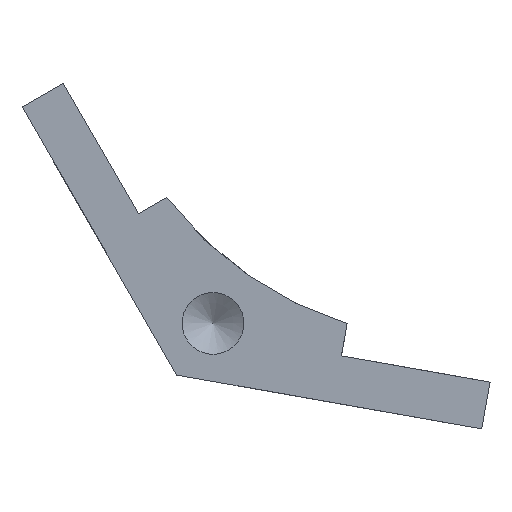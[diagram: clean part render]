
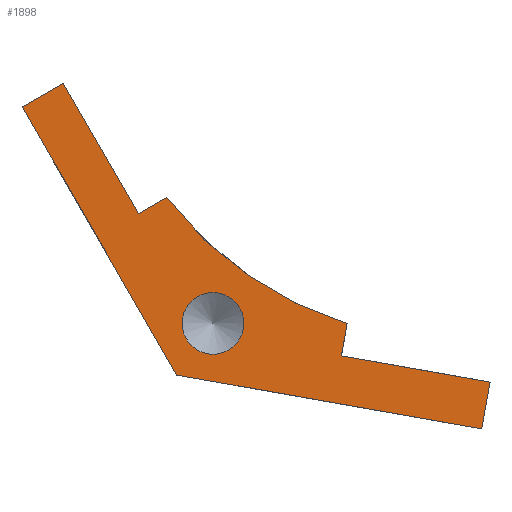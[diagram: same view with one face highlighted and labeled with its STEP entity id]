
A CAD part, left-side view. The second image highlights one B-rep face of the part: STEP entity #1898.
In plain terms, the highlighted planar face has unit normal (-1, 0, 0).
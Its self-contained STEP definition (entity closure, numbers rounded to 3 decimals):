
#28=FACE_BOUND('',#296,.T.);
#83=PLANE('',#2031);
#189=FACE_OUTER_BOUND('',#295,.T.);
#295=EDGE_LOOP('',(#1600,#1601,#1602,#1603,#1604,#1605,#1606,#1607,#1608));
#296=EDGE_LOOP('',(#1609));
#480=LINE('',#2899,#717);
#481=LINE('',#2901,#718);
#482=LINE('',#2903,#719);
#483=LINE('',#2905,#720);
#484=LINE('',#2907,#721);
#485=LINE('',#2909,#722);
#486=LINE('',#2911,#723);
#487=LINE('',#2913,#724);
#717=VECTOR('',#2370,10.);
#718=VECTOR('',#2371,10.);
#719=VECTOR('',#2372,10.);
#720=VECTOR('',#2373,10.);
#721=VECTOR('',#2374,10.);
#722=VECTOR('',#2375,10.);
#723=VECTOR('',#2376,10.);
#724=VECTOR('',#2377,10.);
#838=CIRCLE('',#2030,2.6);
#839=CIRCLE('',#2032,30.);
#953=VERTEX_POINT('',#2893);
#954=VERTEX_POINT('',#2897);
#955=VERTEX_POINT('',#2898);
#956=VERTEX_POINT('',#2900);
#957=VERTEX_POINT('',#2902);
#958=VERTEX_POINT('',#2904);
#959=VERTEX_POINT('',#2906);
#960=VERTEX_POINT('',#2908);
#961=VERTEX_POINT('',#2910);
#962=VERTEX_POINT('',#2912);
#1181=EDGE_CURVE('',#953,#953,#838,.T.);
#1183=EDGE_CURVE('',#954,#955,#480,.T.);
#1184=EDGE_CURVE('',#956,#954,#481,.T.);
#1185=EDGE_CURVE('',#957,#956,#482,.T.);
#1186=EDGE_CURVE('',#958,#957,#483,.T.);
#1187=EDGE_CURVE('',#959,#958,#484,.T.);
#1188=EDGE_CURVE('',#960,#959,#485,.T.);
#1189=EDGE_CURVE('',#961,#960,#486,.T.);
#1190=EDGE_CURVE('',#962,#961,#487,.T.);
#1191=EDGE_CURVE('',#955,#962,#839,.T.);
#1600=ORIENTED_EDGE('',*,*,#1183,.F.);
#1601=ORIENTED_EDGE('',*,*,#1184,.F.);
#1602=ORIENTED_EDGE('',*,*,#1185,.F.);
#1603=ORIENTED_EDGE('',*,*,#1186,.F.);
#1604=ORIENTED_EDGE('',*,*,#1187,.F.);
#1605=ORIENTED_EDGE('',*,*,#1188,.F.);
#1606=ORIENTED_EDGE('',*,*,#1189,.F.);
#1607=ORIENTED_EDGE('',*,*,#1190,.F.);
#1608=ORIENTED_EDGE('',*,*,#1191,.F.);
#1609=ORIENTED_EDGE('',*,*,#1181,.T.);
#1898=ADVANCED_FACE('',(#189,#28),#83,.T.);
#2030=AXIS2_PLACEMENT_3D('',#2894,#2365,#2366);
#2031=AXIS2_PLACEMENT_3D('',#2896,#2368,#2369);
#2032=AXIS2_PLACEMENT_3D('',#2914,#2378,#2379);
#2365=DIRECTION('center_axis',(1.,0.,0.));
#2366=DIRECTION('ref_axis',(0.,-1.,0.));
#2368=DIRECTION('center_axis',(-1.,0.,0.));
#2369=DIRECTION('ref_axis',(0.,-1.,0.));
#2370=DIRECTION('',(0.,-0.866,0.5));
#2371=DIRECTION('',(0.,-0.5,-0.866));
#2372=DIRECTION('',(0.,-0.866,0.5));
#2373=DIRECTION('',(0.,0.5,0.866));
#2374=DIRECTION('',(0.,0.985,0.174));
#2375=DIRECTION('',(0.,0.174,-0.985));
#2376=DIRECTION('',(0.,-0.985,-0.174));
#2377=DIRECTION('',(0.,0.174,-0.985));
#2378=DIRECTION('center_axis',(-1.,0.,0.));
#2379=DIRECTION('ref_axis',(0.,-1.,0.));
#2893=CARTESIAN_POINT('',(-273.4,50.335,87.508));
#2894=CARTESIAN_POINT('Origin',(-273.4,47.735,87.508));
#2896=CARTESIAN_POINT('Origin',(-273.4,44.113,93.184));
#2897=CARTESIAN_POINT('',(-273.4,54.001,96.738));
#2898=CARTESIAN_POINT('',(-273.4,51.613,98.117));
#2899=CARTESIAN_POINT('',(-273.4,51.063,98.435));
#2900=CARTESIAN_POINT('',(-273.4,60.351,107.736));
#2901=CARTESIAN_POINT('',(-273.4,55.171,98.764));
#2902=CARTESIAN_POINT('',(-273.4,63.815,105.736));
#2903=CARTESIAN_POINT('',(-273.4,59.145,108.433));
#2904=CARTESIAN_POINT('',(-273.4,50.78,83.159));
#2905=CARTESIAN_POINT('',(-273.4,52.117,85.475));
#2906=CARTESIAN_POINT('',(-273.4,25.106,78.632));
#2907=CARTESIAN_POINT('',(-273.4,35.567,80.476));
#2908=CARTESIAN_POINT('',(-273.4,24.411,82.571));
#2909=CARTESIAN_POINT('',(-273.4,23.801,86.033));
#2910=CARTESIAN_POINT('',(-273.4,36.918,84.776));
#2911=CARTESIAN_POINT('',(-273.4,41.126,85.518));
#2912=CARTESIAN_POINT('',(-273.4,36.44,87.492));
#2913=CARTESIAN_POINT('',(-273.4,36.069,89.596));
#2914=CARTESIAN_POINT('Origin',(-273.4,27.66,116.178));
